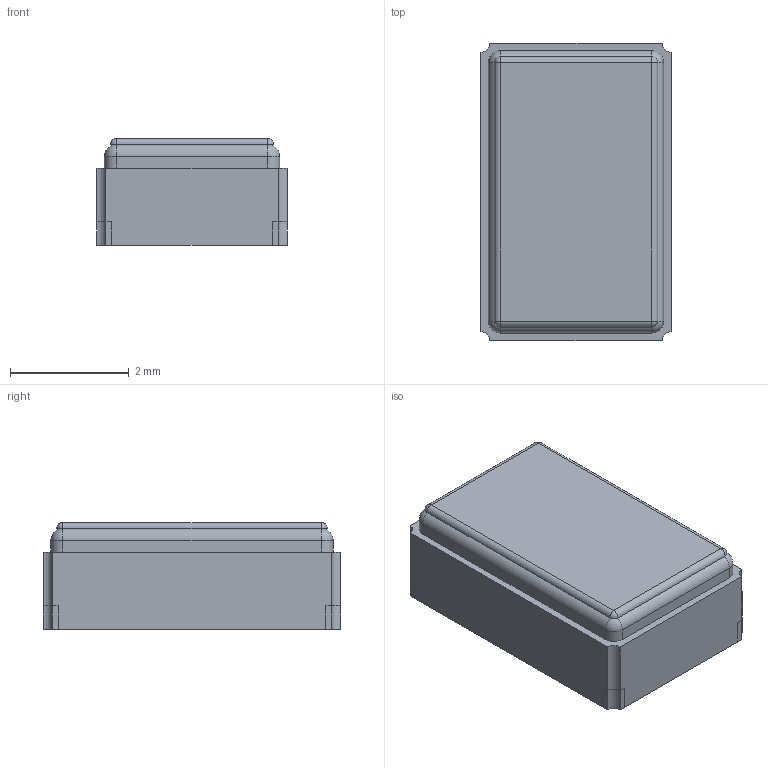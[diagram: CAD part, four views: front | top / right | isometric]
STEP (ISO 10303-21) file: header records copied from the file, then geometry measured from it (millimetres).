
FILE_DESCRIPTION((''),'2;1');
FILE_NAME('OSC_IQD_CFPT-9301.stp','2011-02-22T17:05:06',(''),(''),'Mechanical Desktop 2011','Mechanical Desktop 2011',', , ');
FILE_SCHEMA(('AUTOMOTIVE_DESIGN { 1 2 10303 214 1 1 1 1 }'));
Length unit declared in the file: millimetre
Products named in the file (1): Product
Bounding box: 3.2 x 5 x 1.8 mm (x, y, z)
Volume: 27.4 mm3; surface area: 125.7 mm2
Topology: 7 solids, 7 shells, 110 faces, 280 edges, 176 vertices
Faces by surface type: plane 40, bspline 36, cylinder 26, sphere 8
Entity records: 3427 total; most frequent: CARTESIAN_POINT 807, ORIENTED_EDGE 544, DIRECTION 498, EDGE_CURVE 272, VECTOR 196, LINE 196, VERTEX_POINT 176, AXIS2_PLACEMENT_3D 151
